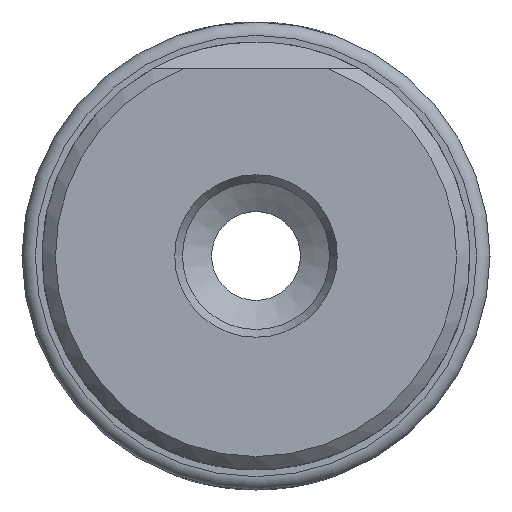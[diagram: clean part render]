
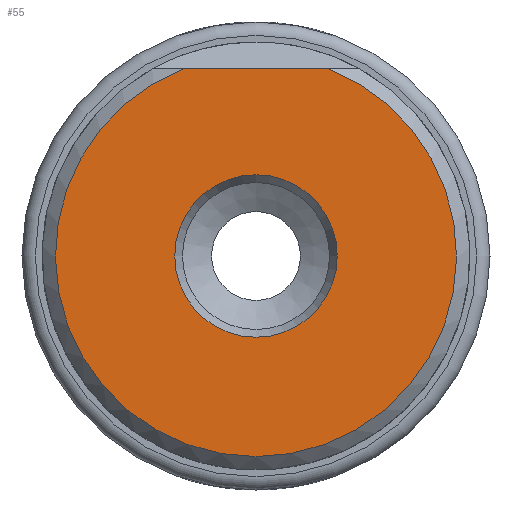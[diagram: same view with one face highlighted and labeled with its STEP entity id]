
A CAD part, left-side view. The second image highlights one B-rep face of the part: STEP entity #55.
In plain terms, the highlighted planar face has unit normal (-1, 0, 0).
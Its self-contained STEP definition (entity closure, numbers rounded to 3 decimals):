
#55 = ADVANCED_FACE( '', ( #131, #132 ), #133, .T. );
#131 = FACE_BOUND( '', #253, .T. );
#132 = FACE_OUTER_BOUND( '', #254, .T. );
#133 = PLANE( '', #255 );
#253 = EDGE_LOOP( '', ( #442 ) );
#254 = EDGE_LOOP( '', ( #443, #444 ) );
#255 = AXIS2_PLACEMENT_3D( '', #445, #446, #447 );
#442 = ORIENTED_EDGE( '', *, *, #627, .T. );
#443 = ORIENTED_EDGE( '', *, *, #628, .T. );
#444 = ORIENTED_EDGE( '', *, *, #629, .T. );
#445 = CARTESIAN_POINT( '', ( -60., 0., 0. ) );
#446 = DIRECTION( '', ( -1., 0., 0. ) );
#447 = DIRECTION( '', ( 0., 0., 1. ) );
#627 = EDGE_CURVE( '', #697, #697, #698, .F. );
#628 = EDGE_CURVE( '', #699, #700, #701, .T. );
#629 = EDGE_CURVE( '', #700, #699, #702, .T. );
#697 = VERTEX_POINT( '', #800 );
#698 = CIRCLE( '', #801, 6.077 );
#699 = VERTEX_POINT( '', #802 );
#700 = VERTEX_POINT( '', #803 );
#701 = CIRCLE( '', #804, 15. );
#702 = LINE( '', #805, #806 );
#800 = CARTESIAN_POINT( '', ( -60., 0., 6.077 ) );
#801 = AXIS2_PLACEMENT_3D( '', #1217, #1218, #1219 );
#802 = CARTESIAN_POINT( '', ( -60., 5.385, 14. ) );
#803 = CARTESIAN_POINT( '', ( -60., -5.385, 14. ) );
#804 = AXIS2_PLACEMENT_3D( '', #1220, #1221, #1222 );
#805 = CARTESIAN_POINT( '', ( -60., 0., 14. ) );
#806 = VECTOR( '', #1223, 1000. );
#1217 = CARTESIAN_POINT( '', ( -60., 0., 0. ) );
#1218 = DIRECTION( '', ( -1., 0., 0. ) );
#1219 = DIRECTION( '', ( 0., 0., 1. ) );
#1220 = CARTESIAN_POINT( '', ( -60., 0., 0. ) );
#1221 = DIRECTION( '', ( -1., 0., 0. ) );
#1222 = DIRECTION( '', ( 0., 0., 1. ) );
#1223 = DIRECTION( '', ( 0., 1., 0. ) );
